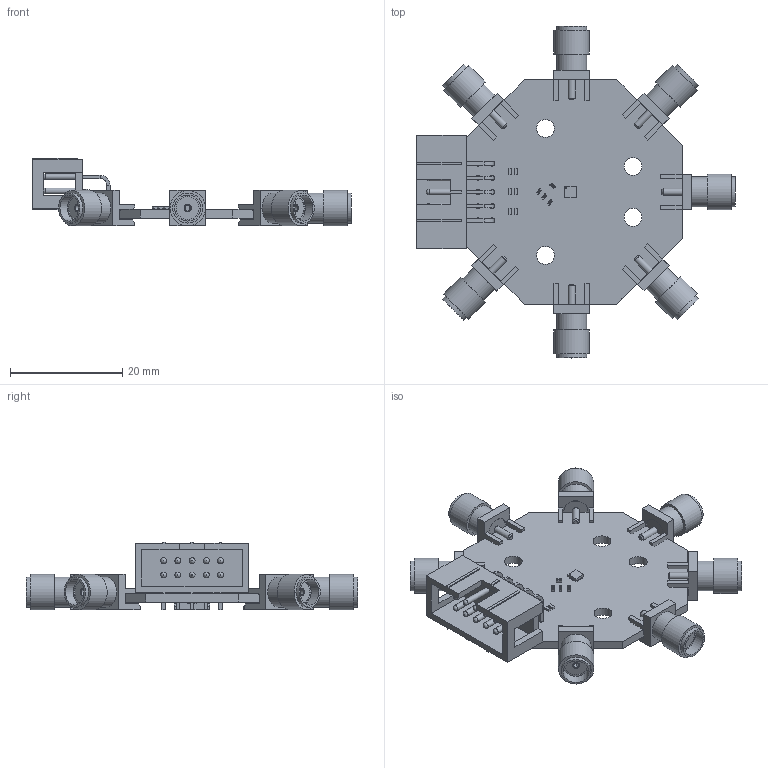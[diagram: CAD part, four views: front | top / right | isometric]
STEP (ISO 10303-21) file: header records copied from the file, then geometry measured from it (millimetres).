
FILE_DESCRIPTION(('Open CASCADE Model'),'2;1');
FILE_NAME('Open CASCADE Shape Model','2019-11-29T22:19:47',('Author'),( 'Open CASCADE'),'Open CASCADE STEP processor 6.8','Open CASCADE 6.8' ,'Unknown');
FILE_SCHEMA(('AUTOMOTIVE_DESIGN { 1 0 10303 214 1 1 1 1 }'));
Length unit declared in the file: millimetre
Products named in the file (24): PCB; Board; R6; 909728272; Extruded; R5; R4; R3; R2; R1; IC1; 909725688; Body; ThermalPin; PinsArrayLR; PinsArrayTB; C4; capacitor_0402; C3; C2; C1; Free-Models; IDCSC10; SMA-J-P-H-ST-EM1
Assembly tree (37 placements, depth 4):
  PCB
    Board
    R6
      909728272
        Extruded
    R5
      909728272
        Extruded
    R4
      909728272
        Extruded
    R3
      909728272
        Extruded
    R2
      909728272
        Extruded
    R1
      909728272
        Extruded
    IC1
      909725688
        Body
        ThermalPin
        PinsArrayLR
        PinsArrayTB
    C4
      capacitor_0402
    C3
      capacitor_0402
    C2
      capacitor_0402
    C1
      capacitor_0402
    Free-Models
      IDCSC10
      SMA-J-P-H-ST-EM1  x7
Bounding box: 56.92 x 59.25 x 12.1 mm (x, y, z)
Volume: 4486.8 mm3; surface area: 7443.9 mm2
Topology: 43 solids, 43 shells, 1173 faces, 2768 edges, 1764 vertices
Faces by surface type: plane 729, cylinder 223, bspline 204, revolution 10, cone 7
Full cylindrical faces by diameter (mm): 0.25 x1, 0.9 x10, 1.05 x10, 1.27 x14, 3.2 x4, 4.1 x7, 4.25 x7, 4.63 x7, 5.35 x14, 6.33 x7
Entity records: 19720 total; most frequent: CARTESIAN_POINT 4828, ORIENTED_EDGE 2310, DIRECTION 2210, EDGE_CURVE 1155, LINE 836, VECTOR 836, VERTEX_POINT 734, AXIS2_PLACEMENT_3D 682
